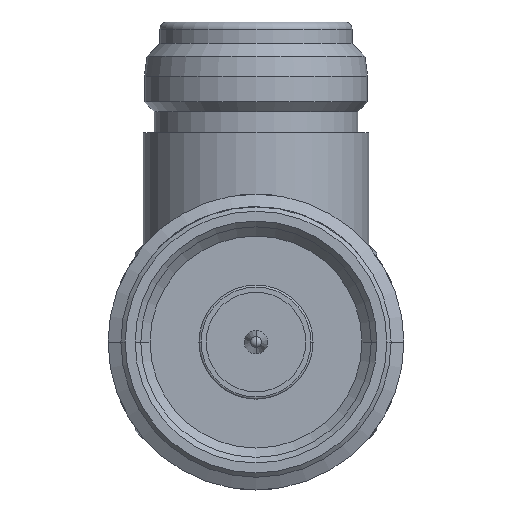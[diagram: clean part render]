
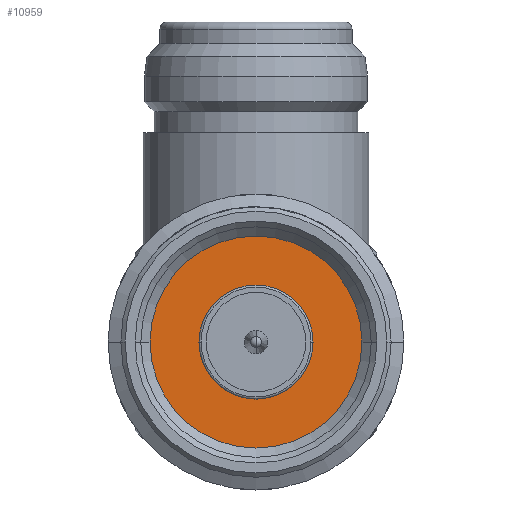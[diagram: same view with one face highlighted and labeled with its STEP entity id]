
A CAD part, front view. The second image highlights one B-rep face of the part: STEP entity #10959.
In plain terms, the highlighted planar face has unit normal (0, -1, 0).
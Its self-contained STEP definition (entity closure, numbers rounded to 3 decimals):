
#451 = ORIENTED_EDGE ( 'NONE', *, *, #9305, .F. ) ;
#680 = DIRECTION ( 'NONE',  ( 0., 1., 0. ) ) ;
#1103 = FACE_OUTER_BOUND ( 'NONE', #13298, .T. ) ;
#1860 = AXIS2_PLACEMENT_3D ( 'NONE', #8644, #680, #9976 ) ;
#1870 = CIRCLE ( 'NONE', #3718, 7.45 ) ;
#2253 = VERTEX_POINT ( 'NONE', #5251 ) ;
#2371 = EDGE_LOOP ( 'NONE', ( #17100, #9097 ) ) ;
#3257 = DIRECTION ( 'NONE',  ( 0., -1., 0. ) ) ;
#3533 = CARTESIAN_POINT ( 'NONE',  ( 4.01, -17.8, -22.5 ) ) ;
#3546 = CARTESIAN_POINT ( 'NONE',  ( 0., -17.8, -22.5 ) ) ;
#3718 = AXIS2_PLACEMENT_3D ( 'NONE', #14884, #6901, #16208 ) ;
#4479 = CIRCLE ( 'NONE', #10876, 4.01 ) ;
#4612 = FACE_BOUND ( 'NONE', #2371, .T. ) ;
#4847 = AXIS2_PLACEMENT_3D ( 'NONE', #8542, #3257, #12522 ) ;
#4865 = DIRECTION ( 'NONE',  ( 0., 0., -1. ) ) ;
#5251 = CARTESIAN_POINT ( 'NONE',  ( 7.45, -17.8, -22.5 ) ) ;
#5519 = VERTEX_POINT ( 'NONE', #3533 ) ;
#6901 = DIRECTION ( 'NONE',  ( 0., 1., 0. ) ) ;
#7085 = CARTESIAN_POINT ( 'NONE',  ( 0., -17.8, -22.5 ) ) ;
#8359 = CIRCLE ( 'NONE', #1860, 7.45 ) ;
#8428 = DIRECTION ( 'NONE',  ( 0., 0., -1. ) ) ;
#8542 = CARTESIAN_POINT ( 'NONE',  ( 0., -17.8, -27.014 ) ) ;
#8644 = CARTESIAN_POINT ( 'NONE',  ( 0., -17.8, -22.5 ) ) ;
#8771 = CARTESIAN_POINT ( 'NONE',  ( -4.01, -17.8, -22.5 ) ) ;
#9097 = ORIENTED_EDGE ( 'NONE', *, *, #14457, .T. ) ;
#9305 = EDGE_CURVE ( 'NONE', #12069, #2253, #1870, .T. ) ;
#9976 = DIRECTION ( 'NONE',  ( 0., 0., -1. ) ) ;
#10329 = CIRCLE ( 'NONE', #16070, 4.01 ) ;
#10876 = AXIS2_PLACEMENT_3D ( 'NONE', #7085, #16405, #8428 ) ;
#10959 = ADVANCED_FACE ( 'NONE', ( #4612, #1103 ), #15188, .T. ) ;
#12069 = VERTEX_POINT ( 'NONE', #16878 ) ;
#12522 = DIRECTION ( 'NONE',  ( 0., 0., -1. ) ) ;
#12834 = DIRECTION ( 'NONE',  ( 0., 1., 0. ) ) ;
#13272 = ORIENTED_EDGE ( 'NONE', *, *, #16077, .F. ) ;
#13298 = EDGE_LOOP ( 'NONE', ( #13272, #451 ) ) ;
#14098 = VERTEX_POINT ( 'NONE', #8771 ) ;
#14457 = EDGE_CURVE ( 'NONE', #14098, #5519, #10329, .T. ) ;
#14884 = CARTESIAN_POINT ( 'NONE',  ( 0., -17.8, -22.5 ) ) ;
#15188 = PLANE ( 'NONE',  #4847 ) ;
#16070 = AXIS2_PLACEMENT_3D ( 'NONE', #3546, #12834, #4865 ) ;
#16077 = EDGE_CURVE ( 'NONE', #2253, #12069, #8359, .T. ) ;
#16208 = DIRECTION ( 'NONE',  ( 0., 0., -1. ) ) ;
#16405 = DIRECTION ( 'NONE',  ( 0., 1., 0. ) ) ;
#16878 = CARTESIAN_POINT ( 'NONE',  ( -7.45, -17.8, -22.5 ) ) ;
#17100 = ORIENTED_EDGE ( 'NONE', *, *, #17153, .T. ) ;
#17153 = EDGE_CURVE ( 'NONE', #5519, #14098, #4479, .T. ) ;
